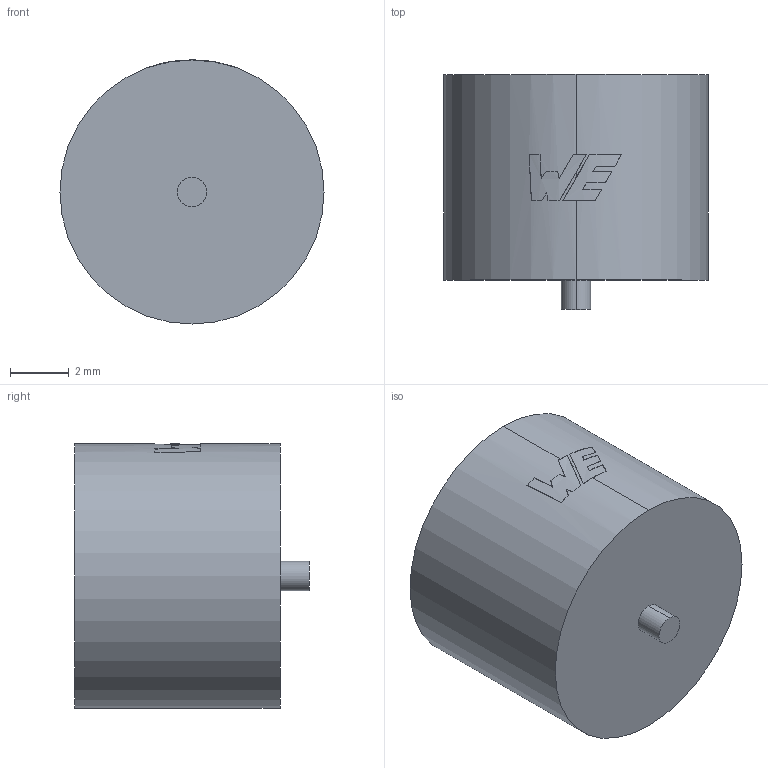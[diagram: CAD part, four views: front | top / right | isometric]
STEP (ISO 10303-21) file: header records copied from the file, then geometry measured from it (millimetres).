
FILE_DESCRIPTION (( 'STEP AP203' ), '1' );
FILE_NAME ('LF993004-B01.STEP', '2021-09-10T12:56:55', ( '' ), ( '' ), 'SwSTEP 2.0', 'SolidWorks 2018', '' );
FILE_SCHEMA (( 'CONFIG_CONTROL_DESIGN' ));
Length unit declared in the file: millimetre
Products named in the file (1): LF993004-B01
Bounding box: 9 x 8 x 9 mm (x, y, z)
Volume: 395.7 mm3; surface area: 385.2 mm2
Topology: 1 solids, 1 shells, 40 faces, 107 edges, 69 vertices
Faces by surface type: plane 14, bspline 14, cylinder 8, cone 4
Entity records: 1403 total; most frequent: CARTESIAN_POINT 450, ORIENTED_EDGE 210, DIRECTION 142, EDGE_CURVE 105, VERTEX_POINT 69, AXIS2_PLACEMENT_3D 65, B_SPLINE_CURVE_WITH_KNOTS 55, EDGE_LOOP 42
